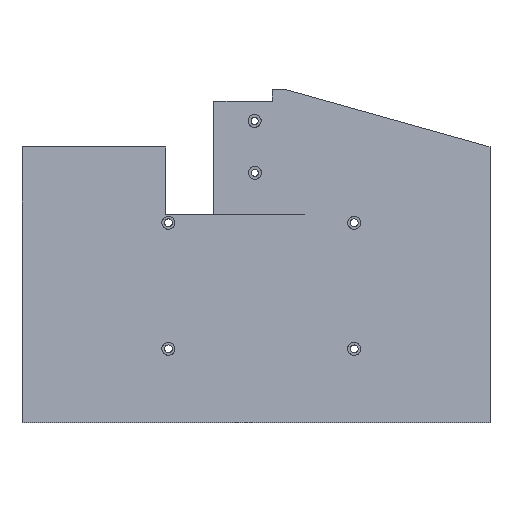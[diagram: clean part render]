
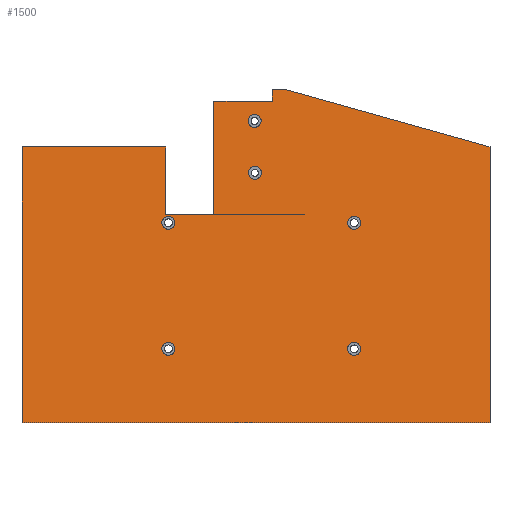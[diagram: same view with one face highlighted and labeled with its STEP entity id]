
A CAD part, front view. The second image highlights one B-rep face of the part: STEP entity #1500.
In plain terms, the highlighted planar face has unit normal (0, -0.995, 0.104).
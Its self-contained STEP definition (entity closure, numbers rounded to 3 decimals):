
#15=ELLIPSE('',#1556,2.011,2.);
#16=ELLIPSE('',#1559,2.011,2.);
#17=ELLIPSE('',#1562,2.011,2.);
#18=ELLIPSE('',#1565,2.011,2.);
#19=ELLIPSE('',#1627,2.011,2.);
#20=ELLIPSE('',#1629,2.011,2.);
#42=FACE_BOUND('',#294,.T.);
#43=FACE_BOUND('',#295,.T.);
#44=FACE_BOUND('',#296,.T.);
#45=FACE_BOUND('',#297,.T.);
#46=FACE_BOUND('',#298,.T.);
#47=FACE_BOUND('',#299,.T.);
#110=PLANE('',#1631);
#191=FACE_OUTER_BOUND('',#293,.T.);
#293=EDGE_LOOP('',(#1381,#1382,#1383,#1384,#1385,#1386,#1387,#1388,#1389,
#1390,#1391,#1392,#1393,#1394,#1395));
#294=EDGE_LOOP('',(#1396));
#295=EDGE_LOOP('',(#1397));
#296=EDGE_LOOP('',(#1398));
#297=EDGE_LOOP('',(#1399));
#298=EDGE_LOOP('',(#1400));
#299=EDGE_LOOP('',(#1401));
#307=LINE('',#2067,#473);
#308=LINE('',#2070,#474);
#355=LINE('',#2227,#521);
#359=LINE('',#2239,#525);
#378=LINE('',#2277,#544);
#381=LINE('',#2283,#547);
#392=LINE('',#2303,#558);
#395=LINE('',#2309,#561);
#407=LINE('',#2333,#573);
#410=LINE('',#2340,#576);
#415=LINE('',#2348,#581);
#416=LINE('',#2351,#582);
#421=LINE('',#2359,#587);
#424=LINE('',#2365,#590);
#427=LINE('',#2370,#593);
#473=VECTOR('',#1667,10.);
#474=VECTOR('',#1670,10.);
#521=VECTOR('',#1827,10.);
#525=VECTOR('',#1841,10.);
#544=VECTOR('',#1868,10.);
#547=VECTOR('',#1873,10.);
#558=VECTOR('',#1888,10.);
#561=VECTOR('',#1897,10.);
#573=VECTOR('',#1915,10.);
#576=VECTOR('',#1922,10.);
#581=VECTOR('',#1929,10.);
#582=VECTOR('',#1932,10.);
#587=VECTOR('',#1939,10.);
#590=VECTOR('',#1944,10.);
#593=VECTOR('',#1949,10.);
#670=VERTEX_POINT('',#2060);
#673=VERTEX_POINT('',#2065);
#674=VERTEX_POINT('',#2069);
#704=VERTEX_POINT('',#2152);
#706=VERTEX_POINT('',#2158);
#708=VERTEX_POINT('',#2164);
#710=VERTEX_POINT('',#2170);
#728=VERTEX_POINT('',#2224);
#729=VERTEX_POINT('',#2226);
#732=VERTEX_POINT('',#2238);
#743=VERTEX_POINT('',#2268);
#747=VERTEX_POINT('',#2275);
#749=VERTEX_POINT('',#2282);
#755=VERTEX_POINT('',#2299);
#765=VERTEX_POINT('',#2332);
#767=VERTEX_POINT('',#2339);
#770=VERTEX_POINT('',#2350);
#772=VERTEX_POINT('',#2358);
#774=VERTEX_POINT('',#2364);
#794=VERTEX_POINT('',#2442);
#795=VERTEX_POINT('',#2446);
#811=EDGE_CURVE('',#670,#673,#307,.T.);
#812=EDGE_CURVE('',#674,#673,#308,.T.);
#850=EDGE_CURVE('',#704,#704,#15,.T.);
#853=EDGE_CURVE('',#706,#706,#16,.T.);
#856=EDGE_CURVE('',#708,#708,#17,.T.);
#859=EDGE_CURVE('',#710,#710,#18,.T.);
#885=EDGE_CURVE('',#728,#729,#355,.T.);
#889=EDGE_CURVE('',#729,#732,#359,.T.);
#908=EDGE_CURVE('',#743,#747,#378,.T.);
#911=EDGE_CURVE('',#732,#749,#381,.T.);
#922=EDGE_CURVE('',#749,#755,#392,.T.);
#925=EDGE_CURVE('',#747,#755,#395,.T.);
#937=EDGE_CURVE('',#670,#765,#407,.T.);
#940=EDGE_CURVE('',#767,#674,#410,.T.);
#945=EDGE_CURVE('',#765,#728,#415,.T.);
#946=EDGE_CURVE('',#770,#767,#416,.T.);
#951=EDGE_CURVE('',#772,#770,#421,.T.);
#954=EDGE_CURVE('',#774,#772,#424,.T.);
#957=EDGE_CURVE('',#743,#774,#427,.T.);
#994=EDGE_CURVE('',#794,#794,#19,.T.);
#996=EDGE_CURVE('',#795,#795,#20,.T.);
#1381=ORIENTED_EDGE('',*,*,#908,.T.);
#1382=ORIENTED_EDGE('',*,*,#925,.T.);
#1383=ORIENTED_EDGE('',*,*,#922,.F.);
#1384=ORIENTED_EDGE('',*,*,#911,.F.);
#1385=ORIENTED_EDGE('',*,*,#889,.F.);
#1386=ORIENTED_EDGE('',*,*,#885,.F.);
#1387=ORIENTED_EDGE('',*,*,#945,.F.);
#1388=ORIENTED_EDGE('',*,*,#937,.F.);
#1389=ORIENTED_EDGE('',*,*,#811,.T.);
#1390=ORIENTED_EDGE('',*,*,#812,.F.);
#1391=ORIENTED_EDGE('',*,*,#940,.F.);
#1392=ORIENTED_EDGE('',*,*,#946,.F.);
#1393=ORIENTED_EDGE('',*,*,#951,.F.);
#1394=ORIENTED_EDGE('',*,*,#954,.F.);
#1395=ORIENTED_EDGE('',*,*,#957,.F.);
#1396=ORIENTED_EDGE('',*,*,#859,.F.);
#1397=ORIENTED_EDGE('',*,*,#856,.F.);
#1398=ORIENTED_EDGE('',*,*,#853,.F.);
#1399=ORIENTED_EDGE('',*,*,#850,.F.);
#1400=ORIENTED_EDGE('',*,*,#994,.T.);
#1401=ORIENTED_EDGE('',*,*,#996,.T.);
#1500=ADVANCED_FACE('',(#191,#42,#43,#44,#45,#46,#47),#110,.F.);
#1556=AXIS2_PLACEMENT_3D('',#2154,#1751,#1752);
#1559=AXIS2_PLACEMENT_3D('',#2160,#1758,#1759);
#1562=AXIS2_PLACEMENT_3D('',#2166,#1765,#1766);
#1565=AXIS2_PLACEMENT_3D('',#2172,#1772,#1773);
#1627=AXIS2_PLACEMENT_3D('',#2444,#2022,#2023);
#1629=AXIS2_PLACEMENT_3D('',#2448,#2027,#2028);
#1631=AXIS2_PLACEMENT_3D('',#2451,#2032,#2033);
#1667=DIRECTION('',(-1.,0.,0.));
#1670=DIRECTION('',(0.,0.105,0.995));
#1751=DIRECTION('center_axis',(0.,-0.995,0.105));
#1752=DIRECTION('ref_axis',(0.,0.105,0.995));
#1758=DIRECTION('center_axis',(0.,-0.995,0.105));
#1759=DIRECTION('ref_axis',(0.,0.105,0.995));
#1765=DIRECTION('center_axis',(0.,-0.995,0.105));
#1766=DIRECTION('ref_axis',(0.,0.105,0.995));
#1772=DIRECTION('center_axis',(0.,-0.995,0.105));
#1773=DIRECTION('ref_axis',(0.,0.105,0.995));
#1827=DIRECTION('',(1.,0.,0.));
#1841=DIRECTION('',(-1.,0.,0.001));
#1868=DIRECTION('',(-1.,0.,0.001));
#1873=DIRECTION('',(0.001,0.105,0.995));
#1888=DIRECTION('',(0.,0.105,0.995));
#1897=DIRECTION('',(-1.,0.,-0.001));
#1915=DIRECTION('',(1.,0.,-0.001));
#1922=DIRECTION('',(-1.,0.,0.));
#1929=DIRECTION('',(0.,-0.105,-0.995));
#1932=DIRECTION('',(0.,-0.105,-0.995));
#1939=DIRECTION('',(0.963,-0.028,-0.27));
#1944=DIRECTION('',(1.,0.,0.));
#1949=DIRECTION('',(0.,0.105,0.995));
#2022=DIRECTION('center_axis',(0.,0.995,-0.105));
#2023=DIRECTION('ref_axis',(0.,-0.105,-0.995));
#2027=DIRECTION('center_axis',(0.,0.995,-0.105));
#2028=DIRECTION('ref_axis',(0.,-0.105,-0.995));
#2032=DIRECTION('center_axis',(0.,0.995,-0.105));
#2033=DIRECTION('ref_axis',(0.,-0.105,-0.995));
#2060=CARTESIAN_POINT('',(-4.113,-3.509,201.212));
#2065=CARTESIAN_POINT('',(-6.713,-3.509,201.212));
#2067=CARTESIAN_POINT('',(-4.113,-3.509,201.212));
#2069=CARTESIAN_POINT('',(-6.713,-12.42,116.422));
#2070=CARTESIAN_POINT('',(-6.713,-12.42,116.422));
#2152=CARTESIAN_POINT('',(93.457,-10.04,139.072));
#2154=CARTESIAN_POINT('Origin',(95.457,-10.04,139.072));
#2158=CARTESIAN_POINT('',(36.317,-5.963,177.862));
#2160=CARTESIAN_POINT('Origin',(38.317,-5.963,177.862));
#2164=CARTESIAN_POINT('',(93.467,-5.963,177.862));
#2166=CARTESIAN_POINT('Origin',(95.467,-5.963,177.862));
#2170=CARTESIAN_POINT('',(36.317,-10.04,139.072));
#2172=CARTESIAN_POINT('Origin',(38.317,-10.04,139.072));
#2224=CARTESIAN_POINT('',(37.447,-5.703,180.334));
#2226=CARTESIAN_POINT('',(80.307,-5.701,180.352));
#2227=CARTESIAN_POINT('',(106.781,-5.7,180.364));
#2238=CARTESIAN_POINT('',(52.307,-5.699,180.371));
#2239=CARTESIAN_POINT('',(106.759,-5.703,180.335));
#2268=CARTESIAN_POINT('',(70.235,-2.04,215.189));
#2275=CARTESIAN_POINT('',(52.33,-2.038,215.201));
#2277=CARTESIAN_POINT('',(92.782,-2.041,215.174));
#2282=CARTESIAN_POINT('',(52.324,-2.946,206.567));
#2283=CARTESIAN_POINT('',(52.33,-2.017,215.407));
#2299=CARTESIAN_POINT('',(52.324,-2.038,215.201));
#2303=CARTESIAN_POINT('',(52.324,-2.363,212.113));
#2309=CARTESIAN_POINT('',(92.785,-2.036,215.228));
#2332=CARTESIAN_POINT('',(37.457,-3.513,201.172));
#2333=CARTESIAN_POINT('',(87.336,-3.518,201.124));
#2339=CARTESIAN_POINT('',(137.237,-12.42,116.422));
#2340=CARTESIAN_POINT('',(66.562,-12.42,116.422));
#2348=CARTESIAN_POINT('',(37.458,-3.434,201.922));
#2350=CARTESIAN_POINT('',(137.237,-3.509,201.212));
#2351=CARTESIAN_POINT('',(137.237,-6.758,170.292));
#2358=CARTESIAN_POINT('',(74.235,-1.653,218.868));
#2359=CARTESIAN_POINT('',(134.347,-3.423,202.022));
#2364=CARTESIAN_POINT('',(70.235,-1.653,218.868));
#2365=CARTESIAN_POINT('',(105.736,-1.653,218.868));
#2370=CARTESIAN_POINT('',(70.235,-1.434,220.955));
#2442=CARTESIAN_POINT('',(66.83,-2.671,209.186));
#2444=CARTESIAN_POINT('Origin',(64.83,-2.671,209.186));
#2446=CARTESIAN_POINT('',(66.911,-4.348,193.226));
#2448=CARTESIAN_POINT('Origin',(64.911,-4.348,193.226));
#2451=CARTESIAN_POINT('Origin',(133.237,-1.607,219.306));
